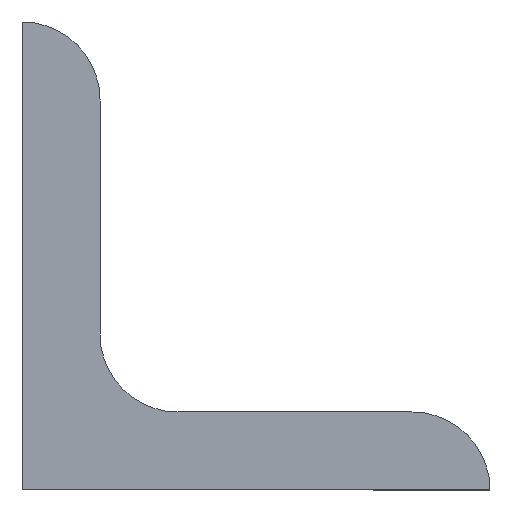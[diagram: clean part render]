
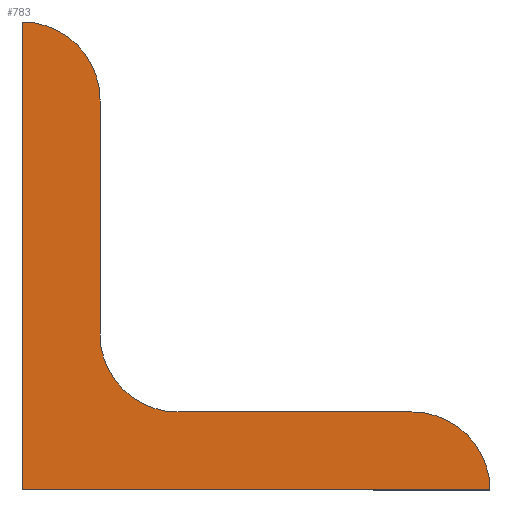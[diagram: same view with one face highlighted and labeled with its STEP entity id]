
A CAD part, left-side view. The second image highlights one B-rep face of the part: STEP entity #783.
In plain terms, the highlighted planar face has unit normal (-1, 0, 0).
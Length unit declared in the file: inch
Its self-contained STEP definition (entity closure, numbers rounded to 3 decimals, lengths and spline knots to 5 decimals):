
#135=CARTESIAN_POINT('',(-1.405,-0.17678,1.42678));
#136=VERTEX_POINT('',#135);
#145=CARTESIAN_POINT('',(-1.405,-0.25,1.25));
#146=VERTEX_POINT('',#145);
#147=CARTESIAN_POINT('',(-1.405,0.,1.25));
#148=DIRECTION('',(1.0,0.,0.));
#149=DIRECTION('',(0.,-0.707,0.707));
#150=AXIS2_PLACEMENT_3D('',#147,#148,#149);
#151=CIRCLE('',#150,0.25);
#152=EDGE_CURVE('',#136,#146,#151,.T.);
#177=CARTESIAN_POINT('',(-1.405,-0.32322,0.32322));
#178=VERTEX_POINT('',#177);
#187=CARTESIAN_POINT('',(-1.405,-0.5,0.25));
#188=VERTEX_POINT('',#187);
#189=CARTESIAN_POINT('',(-1.405,-0.5,0.5));
#190=DIRECTION('',(-1.0,0.,0.));
#191=DIRECTION('',(0.,0.707,-0.707));
#192=AXIS2_PLACEMENT_3D('',#189,#190,#191);
#193=CIRCLE('',#192,0.25);
#194=EDGE_CURVE('',#178,#188,#193,.T.);
#219=CARTESIAN_POINT('',(-1.405,-1.42678,0.17678));
#220=VERTEX_POINT('',#219);
#229=CARTESIAN_POINT('',(-1.405,-1.5,0.));
#230=VERTEX_POINT('',#229);
#231=CARTESIAN_POINT('',(-1.405,-1.25,0.));
#232=DIRECTION('',(1.0,0.,0.));
#233=DIRECTION('',(0.,-0.707,0.707));
#234=AXIS2_PLACEMENT_3D('',#231,#232,#233);
#235=CIRCLE('',#234,0.25);
#236=EDGE_CURVE('',#220,#230,#235,.T.);
#534=CARTESIAN_POINT('',(-1.405,0.,0.));
#535=VERTEX_POINT('',#534);
#536=CARTESIAN_POINT('',(-1.405,-1.5,0.));
#537=DIRECTION('',(0.0,1.0,0.0));
#538=VECTOR('',#537,1.5);
#539=LINE('',#536,#538);
#540=EDGE_CURVE('',#230,#535,#539,.T.);
#574=CARTESIAN_POINT('',(-1.405,-1.25,0.25));
#575=VERTEX_POINT('',#574);
#582=CARTESIAN_POINT('',(-1.405,-1.25,0.));
#583=DIRECTION('',(1.0,0.,0.));
#584=DIRECTION('',(0.,-0.707,0.707));
#585=AXIS2_PLACEMENT_3D('',#582,#583,#584);
#586=CIRCLE('',#585,0.25);
#587=EDGE_CURVE('',#575,#220,#586,.T.);
#604=CARTESIAN_POINT('',(-1.405,-0.5,0.25));
#605=DIRECTION('',(0.0,-1.0,0.0));
#606=VECTOR('',#605,0.75);
#607=LINE('',#604,#606);
#608=EDGE_CURVE('',#188,#575,#607,.T.);
#637=CARTESIAN_POINT('',(-1.405,-0.25,0.5));
#638=VERTEX_POINT('',#637);
#645=CARTESIAN_POINT('',(-1.405,-0.5,0.5));
#646=DIRECTION('',(-1.0,0.,0.));
#647=DIRECTION('',(0.,0.707,-0.707));
#648=AXIS2_PLACEMENT_3D('',#645,#646,#647);
#649=CIRCLE('',#648,0.25);
#650=EDGE_CURVE('',#638,#178,#649,.T.);
#667=CARTESIAN_POINT('',(-1.405,-0.25,1.25));
#668=DIRECTION('',(0.0,0.0,-1.0));
#669=VECTOR('',#668,0.75);
#670=LINE('',#667,#669);
#671=EDGE_CURVE('',#146,#638,#670,.T.);
#700=CARTESIAN_POINT('',(-1.405,0.,1.5));
#701=VERTEX_POINT('',#700);
#708=CARTESIAN_POINT('',(-1.405,0.,1.25));
#709=DIRECTION('',(1.0,0.,0.));
#710=DIRECTION('',(0.,-0.707,0.707));
#711=AXIS2_PLACEMENT_3D('',#708,#709,#710);
#712=CIRCLE('',#711,0.25);
#713=EDGE_CURVE('',#701,#136,#712,.T.);
#730=CARTESIAN_POINT('',(-1.405,0.,0.));
#731=DIRECTION('',(0.0,0.0,1.0));
#732=VECTOR('',#731,1.5);
#733=LINE('',#730,#732);
#734=EDGE_CURVE('',#535,#701,#733,.T.);
#766=CARTESIAN_POINT('',(-1.405,-0.56768,0.56768));
#767=DIRECTION('',(-1.0,0.0,0.0));
#768=DIRECTION('',(0.0,-1.0,0.0));
#769=AXIS2_PLACEMENT_3D('',#766,#767,#768);
#770=PLANE('',#769);
#771=ORIENTED_EDGE('',*,*,#734,.F.);
#772=ORIENTED_EDGE('',*,*,#540,.F.);
#773=ORIENTED_EDGE('',*,*,#236,.F.);
#774=ORIENTED_EDGE('',*,*,#587,.F.);
#775=ORIENTED_EDGE('',*,*,#608,.F.);
#776=ORIENTED_EDGE('',*,*,#194,.F.);
#777=ORIENTED_EDGE('',*,*,#650,.F.);
#778=ORIENTED_EDGE('',*,*,#671,.F.);
#779=ORIENTED_EDGE('',*,*,#152,.F.);
#780=ORIENTED_EDGE('',*,*,#713,.F.);
#781=EDGE_LOOP('',(#771,#772,#773,#774,#775,#776,#777,#778,#779,#780));
#782=FACE_OUTER_BOUND('',#781,.T.);
#783=ADVANCED_FACE('',(#782),#770,.T.);
